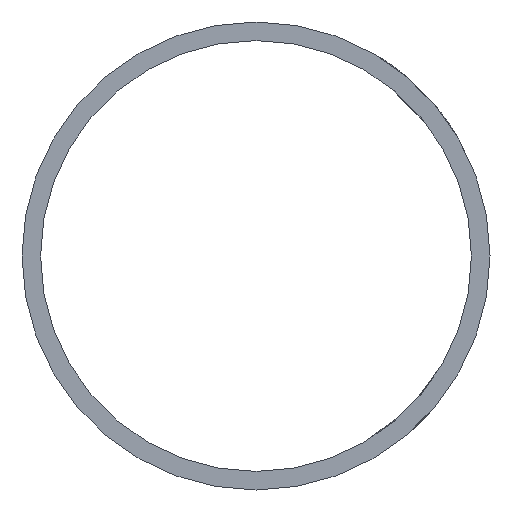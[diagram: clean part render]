
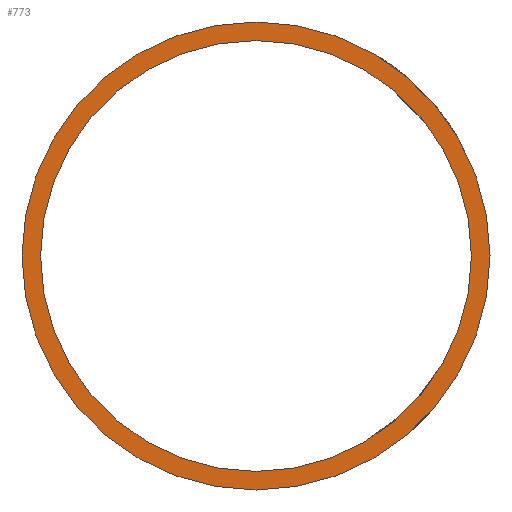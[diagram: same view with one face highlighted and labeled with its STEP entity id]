
A CAD part, front view. The second image highlights one B-rep face of the part: STEP entity #773.
In plain terms, the highlighted planar face has unit normal (0, -1, 0).
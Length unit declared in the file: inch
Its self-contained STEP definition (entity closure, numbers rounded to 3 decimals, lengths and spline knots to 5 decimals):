
#31 = VERTEX_POINT ( 'NONE', #197 ) ;
#53 = CIRCLE ( 'NONE', #529, 2.08 ) ;
#80 = FACE_OUTER_BOUND ( 'NONE', #736, .T. ) ;
#98 = ORIENTED_EDGE ( 'NONE', *, *, #240, .F. ) ;
#115 = CARTESIAN_POINT ( 'NONE',  ( 0., 3.76, 0. ) ) ;
#153 = CIRCLE ( 'NONE', #261, 2.08 ) ;
#156 = ORIENTED_EDGE ( 'NONE', *, *, #170, .F. ) ;
#170 = EDGE_CURVE ( 'NONE', #803, #311, #53, .T. ) ;
#177 = DIRECTION ( 'NONE',  ( 0., -1., 0. ) ) ;
#197 = CARTESIAN_POINT ( 'NONE',  ( 1.915, 3.76, 0. ) ) ;
#208 = DIRECTION ( 'NONE',  ( -1., 0., 0. ) ) ;
#225 = AXIS2_PLACEMENT_3D ( 'NONE', #639, #308, #799 ) ;
#240 = EDGE_CURVE ( 'NONE', #311, #803, #153, .T. ) ;
#247 = ORIENTED_EDGE ( 'NONE', *, *, #511, .F. ) ;
#261 = AXIS2_PLACEMENT_3D ( 'NONE', #423, #787, #606 ) ;
#269 = PLANE ( 'NONE',  #327 ) ;
#274 = DIRECTION ( 'NONE',  ( -1., 0., 0. ) ) ;
#291 = CIRCLE ( 'NONE', #378, 1.915 ) ;
#308 = DIRECTION ( 'NONE',  ( 0., -1., 0. ) ) ;
#311 = VERTEX_POINT ( 'NONE', #753 ) ;
#327 = AXIS2_PLACEMENT_3D ( 'NONE', #567, #581, #274 ) ;
#378 = AXIS2_PLACEMENT_3D ( 'NONE', #115, #177, #384 ) ;
#384 = DIRECTION ( 'NONE',  ( 1., 0., 0. ) ) ;
#423 = CARTESIAN_POINT ( 'NONE',  ( 0., 3.76, 0. ) ) ;
#434 = ORIENTED_EDGE ( 'NONE', *, *, #605, .F. ) ;
#458 = FACE_BOUND ( 'NONE', #615, .T. ) ;
#511 = EDGE_CURVE ( 'NONE', #740, #31, #291, .T. ) ;
#529 = AXIS2_PLACEMENT_3D ( 'NONE', #768, #699, #208 ) ;
#567 = CARTESIAN_POINT ( 'NONE',  ( 2.08, 3.76, 0. ) ) ;
#577 = CIRCLE ( 'NONE', #225, 1.915 ) ;
#581 = DIRECTION ( 'NONE',  ( 0., 1., 0. ) ) ;
#605 = EDGE_CURVE ( 'NONE', #31, #740, #577, .T. ) ;
#606 = DIRECTION ( 'NONE',  ( -1., 0., 0. ) ) ;
#615 = EDGE_LOOP ( 'NONE', ( #434, #247 ) ) ;
#639 = CARTESIAN_POINT ( 'NONE',  ( 0., 3.76, 0. ) ) ;
#649 = CARTESIAN_POINT ( 'NONE',  ( -2.08, 3.76, 0. ) ) ;
#699 = DIRECTION ( 'NONE',  ( 0., 1., 0. ) ) ;
#736 = EDGE_LOOP ( 'NONE', ( #156, #98 ) ) ;
#740 = VERTEX_POINT ( 'NONE', #760 ) ;
#753 = CARTESIAN_POINT ( 'NONE',  ( 2.08, 3.76, 0. ) ) ;
#760 = CARTESIAN_POINT ( 'NONE',  ( -1.915, 3.76, 0. ) ) ;
#768 = CARTESIAN_POINT ( 'NONE',  ( 0., 3.76, 0. ) ) ;
#773 = ADVANCED_FACE ( 'NONE', ( #458, #80 ), #269, .F. ) ;
#787 = DIRECTION ( 'NONE',  ( 0., 1., 0. ) ) ;
#799 = DIRECTION ( 'NONE',  ( 1., 0., 0. ) ) ;
#803 = VERTEX_POINT ( 'NONE', #649 ) ;
